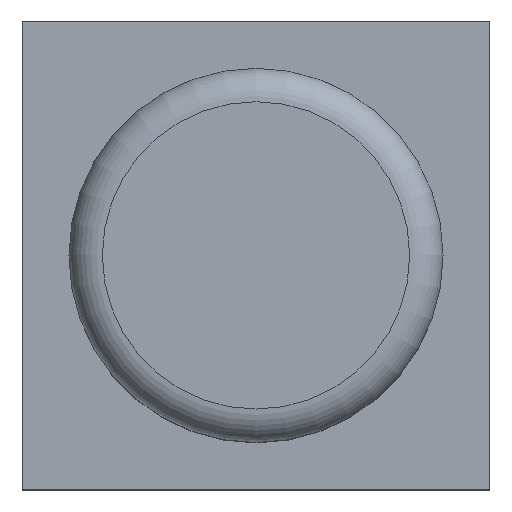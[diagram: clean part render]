
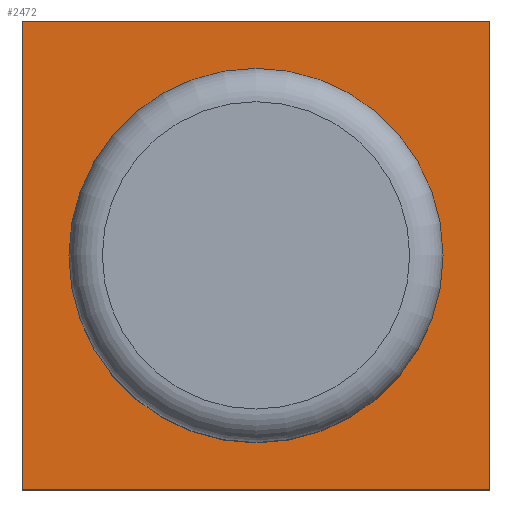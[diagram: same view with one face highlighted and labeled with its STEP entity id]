
A CAD part, top view. The second image highlights one B-rep face of the part: STEP entity #2472.
In plain terms, the highlighted planar face has unit normal (0, 0, 1).
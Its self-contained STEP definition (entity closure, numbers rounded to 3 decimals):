
#23=FACE_BOUND('',#304,.T.);
#45=CIRCLE('',#2661,2.8);
#168=FACE_OUTER_BOUND('',#303,.T.);
#303=EDGE_LOOP('',(#1886,#1887,#1888,#1889));
#304=EDGE_LOOP('',(#1890));
#515=LINE('',#3711,#839);
#516=LINE('',#3713,#840);
#517=LINE('',#3715,#841);
#518=LINE('',#3716,#842);
#839=VECTOR('',#3040,10.);
#840=VECTOR('',#3041,10.);
#841=VECTOR('',#3042,10.);
#842=VECTOR('',#3043,10.);
#1122=VERTEX_POINT('',#3695);
#1127=VERTEX_POINT('',#3709);
#1128=VERTEX_POINT('',#3710);
#1129=VERTEX_POINT('',#3712);
#1130=VERTEX_POINT('',#3714);
#1395=EDGE_CURVE('',#1122,#1122,#45,.T.);
#1400=EDGE_CURVE('',#1127,#1128,#515,.T.);
#1401=EDGE_CURVE('',#1128,#1129,#516,.T.);
#1402=EDGE_CURVE('',#1129,#1130,#517,.T.);
#1403=EDGE_CURVE('',#1130,#1127,#518,.T.);
#1886=ORIENTED_EDGE('',*,*,#1400,.T.);
#1887=ORIENTED_EDGE('',*,*,#1401,.T.);
#1888=ORIENTED_EDGE('',*,*,#1402,.T.);
#1889=ORIENTED_EDGE('',*,*,#1403,.T.);
#1890=ORIENTED_EDGE('',*,*,#1395,.T.);
#2341=PLANE('',#2664);
#2472=ADVANCED_FACE('',(#168,#23),#2341,.T.);
#2661=AXIS2_PLACEMENT_3D('',#3697,#3028,#3029);
#2664=AXIS2_PLACEMENT_3D('',#3708,#3038,#3039);
#3028=DIRECTION('center_axis',(0.,0.,-1.));
#3029=DIRECTION('ref_axis',(1.,0.,0.));
#3038=DIRECTION('center_axis',(0.,0.,1.));
#3039=DIRECTION('ref_axis',(1.,0.,0.));
#3040=DIRECTION('',(1.,0.,0.));
#3041=DIRECTION('',(0.,1.,0.));
#3042=DIRECTION('',(-1.,0.,0.));
#3043=DIRECTION('',(0.,-1.,0.));
#3695=CARTESIAN_POINT('',(-2.8,0.,10.1));
#3697=CARTESIAN_POINT('Origin',(0.,0.,10.1));
#3708=CARTESIAN_POINT('Origin',(0.,0.,10.1));
#3709=CARTESIAN_POINT('',(-3.5,-3.5,10.1));
#3710=CARTESIAN_POINT('',(3.5,-3.5,10.1));
#3711=CARTESIAN_POINT('',(3.5,-3.5,10.1));
#3712=CARTESIAN_POINT('',(3.5,3.5,10.1));
#3713=CARTESIAN_POINT('',(3.5,3.5,10.1));
#3714=CARTESIAN_POINT('',(-3.5,3.5,10.1));
#3715=CARTESIAN_POINT('',(-3.5,3.5,10.1));
#3716=CARTESIAN_POINT('',(-3.5,-3.5,10.1));
